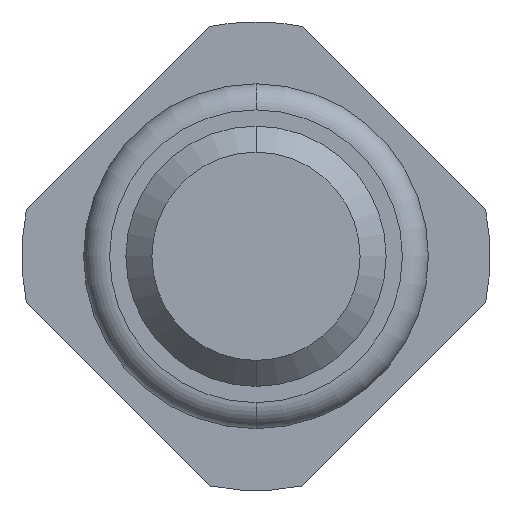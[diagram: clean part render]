
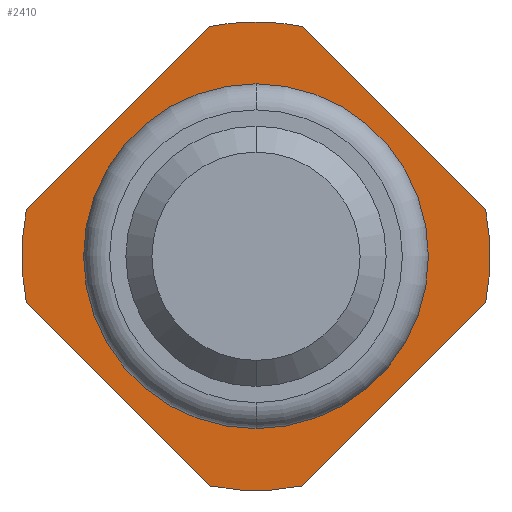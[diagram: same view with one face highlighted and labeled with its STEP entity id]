
A CAD part, front view. The second image highlights one B-rep face of the part: STEP entity #2410.
In plain terms, the highlighted planar face has unit normal (0, -1, 0).
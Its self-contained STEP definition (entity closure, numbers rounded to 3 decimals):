
#16 = VERTEX_POINT ( 'NONE', #2296 ) ;
#20 = LINE ( 'NONE', #134, #2506 ) ;
#51 = AXIS2_PLACEMENT_3D ( 'NONE', #2883, #2189, #1088 ) ;
#106 = VERTEX_POINT ( 'NONE', #4467 ) ;
#134 = CARTESIAN_POINT ( 'NONE',  ( 1.961, -2., 0.161 ) ) ;
#174 = EDGE_CURVE ( 'Defeature ausgef�hrt3_15+Defeature ausgef�hrt3_0+Defeature ausgef�hrt3_1+Defeature ausgef�hrt3_4', #605, #106, #4327, .T. ) ;
#185 = FACE_OUTER_BOUND ( 'NONE', #2393, .T. ) ;
#220 = EDGE_CURVE ( 'Defeature ausgef�hrt3_0+Defeature ausgef�hrt3_12+Defeature ausgef�hrt3_12+Defeature ausgef�hrt3_12', #517, #16, #2243, .T. ) ;
#243 = CARTESIAN_POINT ( 'NONE',  ( -0.161, -2., -1.961 ) ) ;
#278 = ORIENTED_EDGE ( 'NONE', *, *, #1646, .F. ) ;
#396 = VECTOR ( 'NONE', #979, 1000. ) ;
#458 = CIRCLE ( 'NONE', #51, 1.325 ) ;
#467 = VERTEX_POINT ( 'NONE', #1488 ) ;
#507 = LINE ( 'NONE', #243, #396 ) ;
#517 = VERTEX_POINT ( 'NONE', #4342 ) ;
#522 = DIRECTION ( 'NONE',  ( 0., 1., 0. ) ) ;
#605 = VERTEX_POINT ( 'NONE', #4297 ) ;
#685 = EDGE_CURVE ( 'Defeature ausgef�hrt3_0+Defeature ausgef�hrt3_12+Defeature ausgef�hrt3_12+Defeature ausgef�hrt3_12', #16, #517, #458, .T. ) ;
#764 = CARTESIAN_POINT ( 'NONE',  ( 0.357, -2., 1.764 ) ) ;
#784 = LINE ( 'NONE', #3054, #4211 ) ;
#797 = CIRCLE ( 'NONE', #3760, 1.8 ) ;
#805 = PLANE ( 'NONE',  #3409 ) ;
#880 = CARTESIAN_POINT ( 'NONE',  ( -0.357, -2., 1.764 ) ) ;
#956 = CARTESIAN_POINT ( 'NONE',  ( -0.357, -2., -1.764 ) ) ;
#961 = FACE_BOUND ( 'NONE', #2846, .T. ) ;
#979 = DIRECTION ( 'NONE',  ( -0.707, 0., 0.707 ) ) ;
#991 = CARTESIAN_POINT ( 'NONE',  ( 0., -2., 1.8 ) ) ;
#1088 = DIRECTION ( 'NONE',  ( 0., 0., 1. ) ) ;
#1107 = EDGE_CURVE ( 'Defeature ausgef�hrt3_2+Defeature ausgef�hrt3_0+Defeature ausgef�hrt3_17+Defeature ausgef�hrt3_18', #3377, #2629, #1905, .T. ) ;
#1158 = VERTEX_POINT ( 'NONE', #4339 ) ;
#1368 = AXIS2_PLACEMENT_3D ( 'NONE', #2427, #2737, #4513 ) ;
#1375 = DIRECTION ( 'NONE',  ( 0., 1., 0. ) ) ;
#1392 = ORIENTED_EDGE ( 'NONE', *, *, #220, .T. ) ;
#1488 = CARTESIAN_POINT ( 'NONE',  ( -1.764, -2., 0.357 ) ) ;
#1532 = EDGE_CURVE ( 'Defeature ausgef�hrt3_1+Defeature ausgef�hrt3_0+Defeature ausgef�hrt3_18+Defeature ausgef�hrt3_15', #1158, #605, #3230, .T. ) ;
#1567 = ORIENTED_EDGE ( 'NONE', *, *, #1786, .F. ) ;
#1595 = DIRECTION ( 'NONE',  ( 0., 0., 1. ) ) ;
#1597 = DIRECTION ( 'NONE',  ( -0.707, 0., -0.707 ) ) ;
#1646 = EDGE_CURVE ( 'Defeature ausgef�hrt3_4+Defeature ausgef�hrt3_0+Defeature ausgef�hrt3_15+Defeature ausgef�hrt3_16', #106, #4440, #797, .T. ) ;
#1773 = CIRCLE ( 'NONE', #3495, 1.8 ) ;
#1786 = EDGE_CURVE ( 'Defeature ausgef�hrt3_18+Defeature ausgef�hrt3_0+Defeature ausgef�hrt3_2+Defeature ausgef�hrt3_1', #3641, #1158, #20, .T. ) ;
#1794 = CARTESIAN_POINT ( 'NONE',  ( -1.764, -2., -0.357 ) ) ;
#1796 = DIRECTION ( 'NONE',  ( 0., 1., 0. ) ) ;
#1806 = CARTESIAN_POINT ( 'NONE',  ( 0., -2., 0. ) ) ;
#1871 = ORIENTED_EDGE ( 'NONE', *, *, #174, .F. ) ;
#1893 = DIRECTION ( 'NONE',  ( 0.707, 0., -0.707 ) ) ;
#1905 = CIRCLE ( 'NONE', #3519, 1.8 ) ;
#1972 = DIRECTION ( 'NONE',  ( 0., 0., 1. ) ) ;
#2071 = VECTOR ( 'NONE', #1597, 1000. ) ;
#2092 = EDGE_CURVE ( 'Defeature ausgef�hrt3_2+Defeature ausgef�hrt3_0+Defeature ausgef�hrt3_17+Defeature ausgef�hrt3_18', #2629, #3641, #1773, .T. ) ;
#2189 = DIRECTION ( 'NONE',  ( 0., 1., 0. ) ) ;
#2243 = CIRCLE ( 'NONE', #1368, 1.325 ) ;
#2296 = CARTESIAN_POINT ( 'NONE',  ( 0., -2., 1.325 ) ) ;
#2393 = EDGE_LOOP ( 'NONE', ( #1567, #3007, #4566, #3759, #2626, #2595, #278, #1871, #3043 ) ) ;
#2410 = ADVANCED_FACE ( 'Defeature ausgef�hrt3_0', ( #961, #185 ), #805, .F. ) ;
#2427 = CARTESIAN_POINT ( 'NONE',  ( 0., -2., 0. ) ) ;
#2479 = EDGE_CURVE ( 'Defeature ausgef�hrt3_3+Defeature ausgef�hrt3_0+Defeature ausgef�hrt3_16+Defeature ausgef�hrt3_17', #3067, #467, #4061, .T. ) ;
#2506 = VECTOR ( 'NONE', #1893, 1000. ) ;
#2517 = DIRECTION ( 'NONE',  ( 0., 0., 1. ) ) ;
#2531 = EDGE_CURVE ( 'Defeature ausgef�hrt3_16+Defeature ausgef�hrt3_0+Defeature ausgef�hrt3_4+Defeature ausgef�hrt3_3', #4440, #3067, #507, .T. ) ;
#2595 = ORIENTED_EDGE ( 'NONE', *, *, #2531, .F. ) ;
#2626 = ORIENTED_EDGE ( 'NONE', *, *, #2479, .F. ) ;
#2629 = VERTEX_POINT ( 'NONE', #991 ) ;
#2737 = DIRECTION ( 'NONE',  ( 0., 1., 0. ) ) ;
#2846 = EDGE_LOOP ( 'NONE', ( #3365, #1392 ) ) ;
#2883 = CARTESIAN_POINT ( 'NONE',  ( 0., -2., 0. ) ) ;
#2966 = CARTESIAN_POINT ( 'NONE',  ( 1.8, -2., 0. ) ) ;
#3007 = ORIENTED_EDGE ( 'NONE', *, *, #2092, .F. ) ;
#3039 = DIRECTION ( 'NONE',  ( 0., 1., 0. ) ) ;
#3043 = ORIENTED_EDGE ( 'NONE', *, *, #1532, .F. ) ;
#3054 = CARTESIAN_POINT ( 'NONE',  ( -0.161, -2., 1.961 ) ) ;
#3067 = VERTEX_POINT ( 'NONE', #1794 ) ;
#3203 = CARTESIAN_POINT ( 'NONE',  ( 0., -2., 0. ) ) ;
#3230 = CIRCLE ( 'NONE', #4569, 1.8 ) ;
#3245 = DIRECTION ( 'NONE',  ( 0., 1., 0. ) ) ;
#3335 = CARTESIAN_POINT ( 'NONE',  ( 0., -2., 0. ) ) ;
#3359 = CARTESIAN_POINT ( 'NONE',  ( 1.961, -2., -0.161 ) ) ;
#3365 = ORIENTED_EDGE ( 'NONE', *, *, #685, .T. ) ;
#3377 = VERTEX_POINT ( 'NONE', #880 ) ;
#3409 = AXIS2_PLACEMENT_3D ( 'NONE', #2966, #3039, #1595 ) ;
#3495 = AXIS2_PLACEMENT_3D ( 'NONE', #3872, #1375, #4527 ) ;
#3519 = AXIS2_PLACEMENT_3D ( 'NONE', #4270, #1796, #2517 ) ;
#3521 = DIRECTION ( 'NONE',  ( 0., 1., 0. ) ) ;
#3623 = DIRECTION ( 'NONE',  ( 0., 0., 1. ) ) ;
#3641 = VERTEX_POINT ( 'NONE', #764 ) ;
#3759 = ORIENTED_EDGE ( 'NONE', *, *, #4435, .F. ) ;
#3760 = AXIS2_PLACEMENT_3D ( 'NONE', #1806, #3245, #3623 ) ;
#3800 = DIRECTION ( 'NONE',  ( 0.707, 0., 0.707 ) ) ;
#3872 = CARTESIAN_POINT ( 'NONE',  ( 0., -2., 0. ) ) ;
#3909 = DIRECTION ( 'NONE',  ( 0., 0., 1. ) ) ;
#4061 = CIRCLE ( 'NONE', #4265, 1.8 ) ;
#4211 = VECTOR ( 'NONE', #3800, 1000. ) ;
#4265 = AXIS2_PLACEMENT_3D ( 'NONE', #3335, #522, #1972 ) ;
#4270 = CARTESIAN_POINT ( 'NONE',  ( 0., -2., 0. ) ) ;
#4297 = CARTESIAN_POINT ( 'NONE',  ( 1.764, -2., -0.357 ) ) ;
#4327 = LINE ( 'NONE', #3359, #2071 ) ;
#4339 = CARTESIAN_POINT ( 'NONE',  ( 1.764, -2., 0.357 ) ) ;
#4342 = CARTESIAN_POINT ( 'NONE',  ( 0., -2., -1.325 ) ) ;
#4435 = EDGE_CURVE ( 'Defeature ausgef�hrt3_17+Defeature ausgef�hrt3_0+Defeature ausgef�hrt3_3+Defeature ausgef�hrt3_2', #467, #3377, #784, .T. ) ;
#4440 = VERTEX_POINT ( 'NONE', #956 ) ;
#4467 = CARTESIAN_POINT ( 'NONE',  ( 0.357, -2., -1.764 ) ) ;
#4513 = DIRECTION ( 'NONE',  ( 0., 0., 1. ) ) ;
#4527 = DIRECTION ( 'NONE',  ( 0., 0., 1. ) ) ;
#4566 = ORIENTED_EDGE ( 'NONE', *, *, #1107, .F. ) ;
#4569 = AXIS2_PLACEMENT_3D ( 'NONE', #3203, #3521, #3909 ) ;
